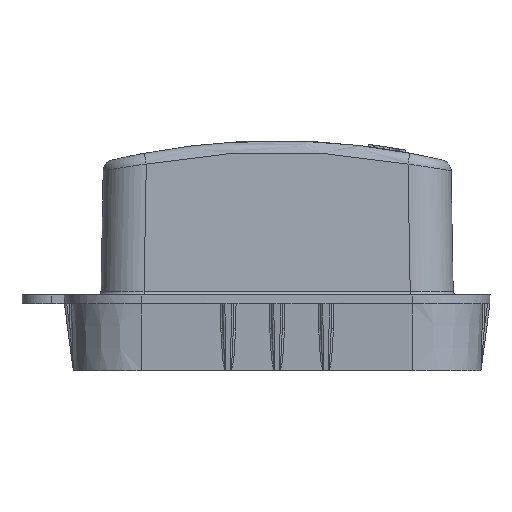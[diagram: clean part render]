
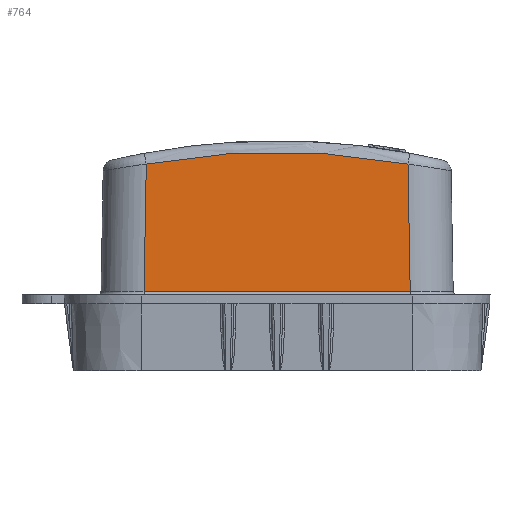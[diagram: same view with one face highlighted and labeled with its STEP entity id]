
A CAD part, left-side view. The second image highlights one B-rep face of the part: STEP entity #764.
In plain terms, the highlighted planar face has unit normal (-1, 0, 0.018).
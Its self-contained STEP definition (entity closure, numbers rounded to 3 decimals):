
#198=CIRCLE('',#9626,94.75);
#363=PLANE('',#9627);
#764=ADVANCED_FACE('',(#1506),#363,.T.);
#1506=FACE_OUTER_BOUND('',#2064,.T.);
#2064=EDGE_LOOP('',(#4946,#4947,#4948,#4949));
#4946=ORIENTED_EDGE('',*,*,#8079,.F.);
#4947=ORIENTED_EDGE('',*,*,#8078,.F.);
#4948=ORIENTED_EDGE('',*,*,#8080,.T.);
#4949=ORIENTED_EDGE('',*,*,#8081,.F.);
#6898=VERTEX_POINT('',#20647);
#6899=VERTEX_POINT('',#20658);
#6900=VERTEX_POINT('',#20662);
#6901=VERTEX_POINT('',#20664);
#8078=EDGE_CURVE('',#6899,#6898,#8971,.T.);
#8079=EDGE_CURVE('',#6898,#6900,#198,.T.);
#8080=EDGE_CURVE('',#6899,#6901,#8972,.T.);
#8081=EDGE_CURVE('',#6900,#6901,#8973,.T.);
#8971=LINE('',#20659,#9293);
#8972=LINE('',#20663,#9294);
#8973=LINE('',#20665,#9295);
#9293=VECTOR('',#10506,1.);
#9294=VECTOR('',#10511,1.);
#9295=VECTOR('',#10512,1.);
#9626=AXIS2_PLACEMENT_3D('',#20661,#10509,#10510);
#9627=AXIS2_PLACEMENT_3D('',#20666,#10513,#10514);
#10506=DIRECTION('',(0.017,-0.017,1.));
#10509=DIRECTION('',(1.,0.,-0.017));
#10510=DIRECTION('',(0.017,0.186,0.982));
#10511=DIRECTION('',(0.,-1.,0.));
#10512=DIRECTION('',(-0.017,-0.017,-1.));
#10513=DIRECTION('',(-1.,0.,0.017));
#10514=DIRECTION('',(0.,-1.,0.));
#20647=CARTESIAN_POINT('',(-42.555,17.656,27.867));
#20658=CARTESIAN_POINT('',(-42.854,17.955,10.691));
#20659=CARTESIAN_POINT('',(-42.854,17.955,10.691));
#20661=CARTESIAN_POINT('',(-44.179,0.,-65.21));
#20662=CARTESIAN_POINT('',(-42.555,-17.656,27.867));
#20663=CARTESIAN_POINT('',(-42.854,17.955,10.691));
#20664=CARTESIAN_POINT('',(-42.854,-17.955,10.691));
#20665=CARTESIAN_POINT('',(-42.555,-17.656,27.867));
#20666=CARTESIAN_POINT('',(-42.5,25.436,31.));
